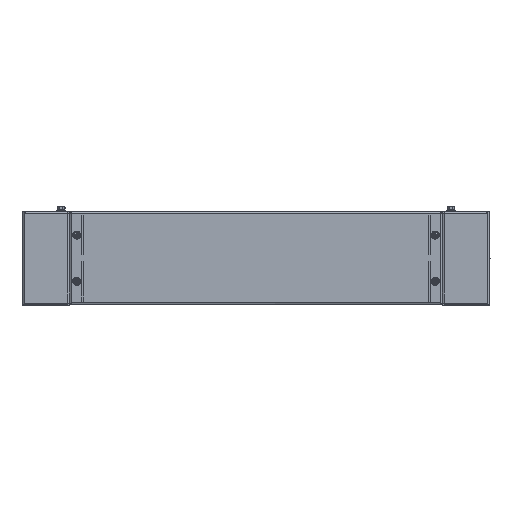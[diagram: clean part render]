
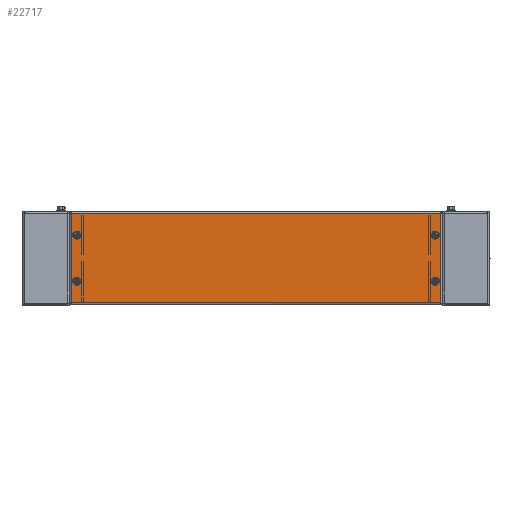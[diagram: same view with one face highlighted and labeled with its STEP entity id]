
A CAD part, top view. The second image highlights one B-rep face of the part: STEP entity #22717.
In plain terms, the highlighted planar face has unit normal (0, 0, 1).
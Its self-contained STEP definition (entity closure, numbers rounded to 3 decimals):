
#6 = CARTESIAN_POINT ( 'NONE',  ( -392.25, 49.5, 0. ) ) ;
#47 = ORIENTED_EDGE ( 'NONE', *, *, #10704, .T. ) ;
#739 = ORIENTED_EDGE ( 'NONE', *, *, #18848, .T. ) ;
#738 = CARTESIAN_POINT ( 'NONE',  ( 376.75, 49.5, 0. ) ) ;
#801 = FACE_BOUND ( 'NONE', #19480, .T. ) ;
#823 = ORIENTED_EDGE ( 'NONE', *, *, #10892, .T. ) ;
#982 = LINE ( 'NONE', #11604, #9662 ) ;
#1157 = VERTEX_POINT ( 'NONE', #16262 ) ;
#1344 = DIRECTION ( 'NONE',  ( 0., 0., -1. ) ) ;
#1364 = FACE_BOUND ( 'NONE', #22259, .T. ) ;
#1801 = LINE ( 'NONE', #6436, #21487 ) ;
#1951 = FACE_BOUND ( 'NONE', #10690, .T. ) ;
#2019 = DIRECTION ( 'NONE',  ( 0., 0., -1. ) ) ;
#2264 = DIRECTION ( 'NONE',  ( 0., 0., -1. ) ) ;
#2364 = CARTESIAN_POINT ( 'NONE',  ( 396., -96., 0. ) ) ;
#2372 = CARTESIAN_POINT ( 'NONE',  ( 384.5, -49.5, 0. ) ) ;
#2443 = ORIENTED_EDGE ( 'NONE', *, *, #9924, .T. ) ;
#2551 = AXIS2_PLACEMENT_3D ( 'NONE', #5352, #18389, #12572 ) ;
#3652 = VERTEX_POINT ( 'NONE', #22019 ) ;
#3803 = AXIS2_PLACEMENT_3D ( 'NONE', #2372, #7742, #6034 ) ;
#4163 = ORIENTED_EDGE ( 'NONE', *, *, #20854, .T. ) ;
#4425 = CARTESIAN_POINT ( 'NONE',  ( -396., -96., 0. ) ) ;
#4444 = DIRECTION ( 'NONE',  ( 0., 0., -1. ) ) ;
#4709 = EDGE_CURVE ( 'NONE', #8937, #6385, #7610, .T. ) ;
#4804 = CARTESIAN_POINT ( 'NONE',  ( -384.5, -49.5, 0. ) ) ;
#4930 = AXIS2_PLACEMENT_3D ( 'NONE', #11829, #4444, #21325 ) ;
#5352 = CARTESIAN_POINT ( 'NONE',  ( 384.5, 49.5, 0. ) ) ;
#5668 = DIRECTION ( 'NONE',  ( 1., 0., 0. ) ) ;
#5782 = VERTEX_POINT ( 'NONE', #738 ) ;
#5983 = ORIENTED_EDGE ( 'NONE', *, *, #16213, .T. ) ;
#6034 = DIRECTION ( 'NONE',  ( 1., 0., 0. ) ) ;
#6064 = CIRCLE ( 'NONE', #19194, 7.75 ) ;
#6164 = VERTEX_POINT ( 'NONE', #11030 ) ;
#6284 = DIRECTION ( 'NONE',  ( 1., 0., 0. ) ) ;
#6385 = VERTEX_POINT ( 'NONE', #10596 ) ;
#6436 = CARTESIAN_POINT ( 'NONE',  ( 399., 96., 0. ) ) ;
#6579 = AXIS2_PLACEMENT_3D ( 'NONE', #12482, #1344, #8817 ) ;
#6857 = AXIS2_PLACEMENT_3D ( 'NONE', #17270, #2264, #13553 ) ;
#7315 = CARTESIAN_POINT ( 'NONE',  ( 384.5, 49.5, 0. ) ) ;
#7610 = CIRCLE ( 'NONE', #6579, 7.75 ) ;
#7742 = DIRECTION ( 'NONE',  ( 0., 0., -1. ) ) ;
#7760 = CARTESIAN_POINT ( 'NONE',  ( -396., 96., 0. ) ) ;
#7830 = EDGE_LOOP ( 'NONE', ( #12981, #2443, #5983, #823 ) ) ;
#8303 = VERTEX_POINT ( 'NONE', #19284 ) ;
#8601 = ORIENTED_EDGE ( 'NONE', *, *, #12730, .T. ) ;
#8656 = EDGE_CURVE ( 'NONE', #20788, #12855, #15538, .T. ) ;
#8817 = DIRECTION ( 'NONE',  ( 1., 0., 0. ) ) ;
#8937 = VERTEX_POINT ( 'NONE', #13292 ) ;
#9022 = CIRCLE ( 'NONE', #14713, 7.75 ) ;
#9637 = DIRECTION ( 'NONE',  ( 1., 0., 0. ) ) ;
#9662 = VECTOR ( 'NONE', #9637, 1000. ) ;
#9924 = EDGE_CURVE ( 'NONE', #12855, #3652, #982, .T. ) ;
#10568 = ORIENTED_EDGE ( 'NONE', *, *, #21781, .T. ) ;
#10596 = CARTESIAN_POINT ( 'NONE',  ( -376.75, -49.5, 0. ) ) ;
#10602 = VECTOR ( 'NONE', #14269, 1000. ) ;
#10620 = AXIS2_PLACEMENT_3D ( 'NONE', #4804, #17695, #12291 ) ;
#10690 = EDGE_LOOP ( 'NONE', ( #14341, #739 ) ) ;
#10704 = EDGE_CURVE ( 'NONE', #19631, #19109, #18634, .T. ) ;
#10892 = EDGE_CURVE ( 'NONE', #8303, #20788, #1801, .T. ) ;
#11030 = CARTESIAN_POINT ( 'NONE',  ( 376.75, -49.5, 0. ) ) ;
#11212 = CARTESIAN_POINT ( 'NONE',  ( 384.5, -49.5, 0. ) ) ;
#11590 = VECTOR ( 'NONE', #15037, 1000. ) ;
#11604 = CARTESIAN_POINT ( 'NONE',  ( -399., -96., 0. ) ) ;
#11829 = CARTESIAN_POINT ( 'NONE',  ( 399., 99., 0. ) ) ;
#12291 = DIRECTION ( 'NONE',  ( 1., 0., 0. ) ) ;
#12482 = CARTESIAN_POINT ( 'NONE',  ( -384.5, -49.5, 0. ) ) ;
#12572 = DIRECTION ( 'NONE',  ( 1., 0., 0. ) ) ;
#12730 = EDGE_CURVE ( 'NONE', #6164, #17460, #18539, .T. ) ;
#12855 = VERTEX_POINT ( 'NONE', #4425 ) ;
#12981 = ORIENTED_EDGE ( 'NONE', *, *, #8656, .T. ) ;
#13292 = CARTESIAN_POINT ( 'NONE',  ( -392.25, -49.5, 0. ) ) ;
#13400 = CARTESIAN_POINT ( 'NONE',  ( -376.75, 49.5, 0. ) ) ;
#13553 = DIRECTION ( 'NONE',  ( 1., 0., 0. ) ) ;
#13765 = EDGE_LOOP ( 'NONE', ( #8601, #20763 ) ) ;
#13914 = DIRECTION ( 'NONE',  ( -1., 0., 0. ) ) ;
#14161 = FACE_BOUND ( 'NONE', #13765, .T. ) ;
#14269 = DIRECTION ( 'NONE',  ( 0., -1., 0. ) ) ;
#14341 = ORIENTED_EDGE ( 'NONE', *, *, #4709, .T. ) ;
#14713 = AXIS2_PLACEMENT_3D ( 'NONE', #17388, #17155, #6284 ) ;
#15037 = DIRECTION ( 'NONE',  ( 0., 1., 0. ) ) ;
#15538 = LINE ( 'NONE', #15864, #10602 ) ;
#15682 = PLANE ( 'NONE',  #4930 ) ;
#15864 = CARTESIAN_POINT ( 'NONE',  ( -396., 96., 0. ) ) ;
#16213 = EDGE_CURVE ( 'NONE', #3652, #8303, #16477, .T. ) ;
#16262 = CARTESIAN_POINT ( 'NONE',  ( 392.25, 49.5, 0. ) ) ;
#16477 = LINE ( 'NONE', #2364, #11590 ) ;
#16826 = CARTESIAN_POINT ( 'NONE',  ( 392.25, -49.5, 0. ) ) ;
#17155 = DIRECTION ( 'NONE',  ( 0., 0., -1. ) ) ;
#17270 = CARTESIAN_POINT ( 'NONE',  ( -384.5, 49.5, 0. ) ) ;
#17388 = CARTESIAN_POINT ( 'NONE',  ( -384.5, 49.5, 0. ) ) ;
#17460 = VERTEX_POINT ( 'NONE', #16826 ) ;
#17695 = DIRECTION ( 'NONE',  ( 0., 0., -1. ) ) ;
#18389 = DIRECTION ( 'NONE',  ( 0., 0., -1. ) ) ;
#18539 = CIRCLE ( 'NONE', #3803, 7.75 ) ;
#18634 = CIRCLE ( 'NONE', #6857, 7.75 ) ;
#18651 = DIRECTION ( 'NONE',  ( 1., 0., 0. ) ) ;
#18686 = EDGE_CURVE ( 'NONE', #17460, #6164, #22462, .T. ) ;
#18848 = EDGE_CURVE ( 'NONE', #6385, #8937, #21282, .T. ) ;
#19109 = VERTEX_POINT ( 'NONE', #13400 ) ;
#19194 = AXIS2_PLACEMENT_3D ( 'NONE', #7315, #2019, #18651 ) ;
#19284 = CARTESIAN_POINT ( 'NONE',  ( 396., 96., 0. ) ) ;
#19480 = EDGE_LOOP ( 'NONE', ( #10568, #20302 ) ) ;
#19500 = EDGE_CURVE ( 'NONE', #1157, #5782, #21546, .T. ) ;
#19628 = FACE_OUTER_BOUND ( 'NONE', #7830, .T. ) ;
#19631 = VERTEX_POINT ( 'NONE', #6 ) ;
#20302 = ORIENTED_EDGE ( 'NONE', *, *, #19500, .T. ) ;
#20763 = ORIENTED_EDGE ( 'NONE', *, *, #18686, .T. ) ;
#20788 = VERTEX_POINT ( 'NONE', #7760 ) ;
#20854 = EDGE_CURVE ( 'NONE', #19109, #19631, #9022, .T. ) ;
#21282 = CIRCLE ( 'NONE', #10620, 7.75 ) ;
#21325 = DIRECTION ( 'NONE',  ( -1., 0., 0. ) ) ;
#21487 = VECTOR ( 'NONE', #13914, 1000. ) ;
#21546 = CIRCLE ( 'NONE', #2551, 7.75 ) ;
#21781 = EDGE_CURVE ( 'NONE', #5782, #1157, #6064, .T. ) ;
#22019 = CARTESIAN_POINT ( 'NONE',  ( 396., -96., 0. ) ) ;
#22259 = EDGE_LOOP ( 'NONE', ( #47, #4163 ) ) ;
#22462 = CIRCLE ( 'NONE', #22711, 7.75 ) ;
#22491 = DIRECTION ( 'NONE',  ( 0., 0., -1. ) ) ;
#22711 = AXIS2_PLACEMENT_3D ( 'NONE', #11212, #22491, #5668 ) ;
#22717 = ADVANCED_FACE ( 'NONE', ( #1951, #14161, #1364, #801, #19628 ), #15682, .F. ) ;
